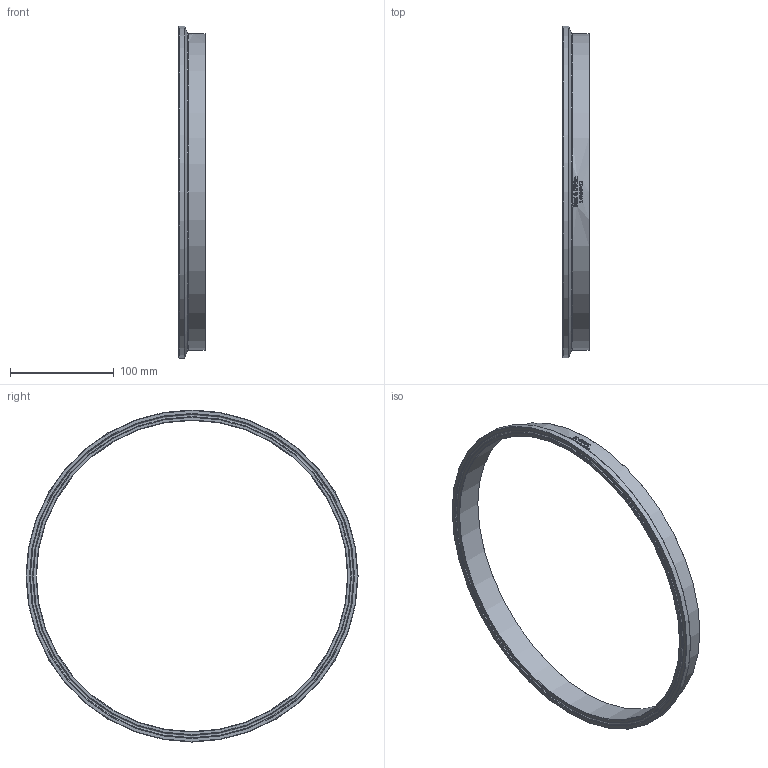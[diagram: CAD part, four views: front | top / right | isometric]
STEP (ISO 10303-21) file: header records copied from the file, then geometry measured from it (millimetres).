
FILE_DESCRIPTION(/* description */ (''),/* implementation_level */ '2;1');
FILE_NAME(/* name */ '14WMP-12.stp',/* time_stamp */ '2018-11-16T13:57:50-05:00',/* author */ ('ken'),/* organization */ (''),/* preprocessor_version */ 'ST-DEVELOPER v15.2',/* originating_system */ 'Autodesk Inventor 2014',/* authorisation */ '');
FILE_SCHEMA (('AUTOMOTIVE_DESIGN { 1 0 10303 214 3 1 1 }'));
Length unit declared in the file: inch
Products named in the file (1): 14WMP-12
Bounding box: 25.4 x 319.28 x 319.28 mm (x, y, z)
Volume: 112345.6 mm3; surface area: 66728.3 mm2
Topology: 1 solids, 1 shells, 348 faces, 927 edges, 614 vertices
Faces by surface type: plane 161, bspline 140, cylinder 35, torus 9, cone 3
Full cylindrical faces by diameter (mm): 299.263 x1, 304.8 x1, 319.278 x1
Entity records: 13594 total; most frequent: CARTESIAN_POINT 5682, ORIENTED_EDGE 1824, DIRECTION 1258, EDGE_CURVE 912, VERTEX_POINT 614, LINE 424, VECTOR 424, AXIS2_PLACEMENT_3D 417
